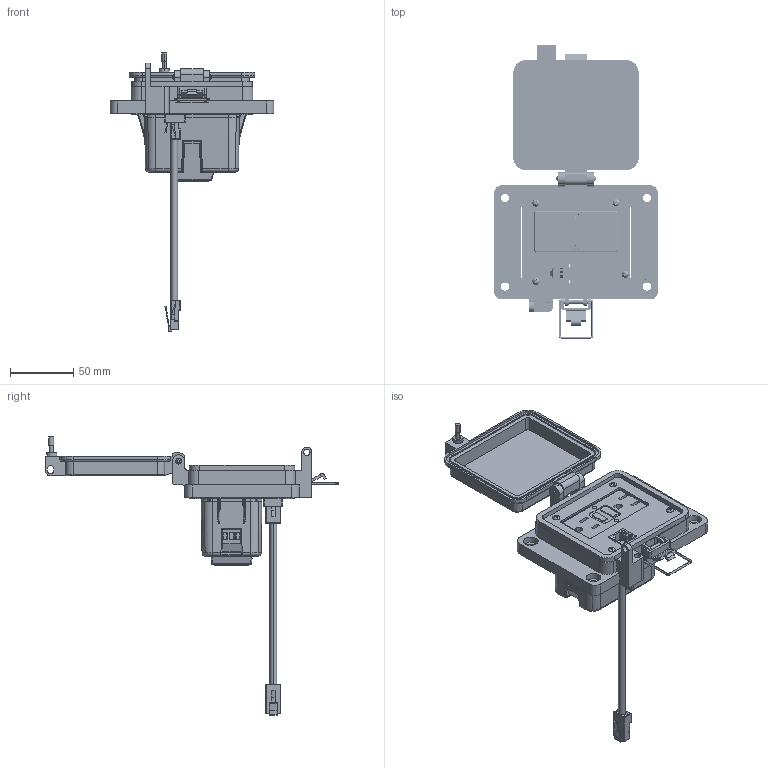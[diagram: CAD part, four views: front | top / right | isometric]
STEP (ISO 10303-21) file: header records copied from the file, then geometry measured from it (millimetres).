
FILE_DESCRIPTION (( 'STEP AP203' ), '1' );
FILE_NAME ('P-R13-K2RF0_3D.STEP', '2025-02-25T16:03:42', ( '' ), ( '' ), 'SwSTEP 2.0', 'SolidWorks 2023', '' );
FILE_SCHEMA (( 'CONFIG_CONTROL_DESIGN' ));
Products named in the file (15): R13; Z-H-K2_B; -K2; P-R13-K2RF0_BP240_1; RF; P-R13-K2RF0_3D; Z-200-OTLT-GFIH-15A_sheared; P-R13-K2RF0_FP060_1; Z-000-4243316TFP; Z-300-RJ45CAT5; Z-120-RIOF-SHELL; Z-200-OTLT-RIOF-15A; M3PH_10M3; Z-020-3070; P-R13-K2RF0_TP060_1
Assembly tree (20 placements, depth 4):
  P-R13-K2RF0_3D
    P-R13-K2RF0_BP240_1
    P-R13-K2RF0_TP060_1
    M3PH_10M3  x4
    P-R13-K2RF0_FP060_1
    Z-000-4243316TFP  x4
    R13
      Z-300-RJ45CAT5
      Z-020-3070
    RF
      Z-200-OTLT-RIOF-15A
        Z-120-RIOF-SHELL
        Z-200-OTLT-GFIH-15A_sheared
    -K2
      Z-H-K2_B
Bounding box: 129 x 231.18 x 219.34 mm (x, y, z)
Volume: 309613.6 mm3; surface area: 194768.4 mm2
Topology: 44 solids, 50 shells, 6089 faces, 15921 edges, 10086 vertices
Faces by surface type: plane 2570, cylinder 1890, bspline 1332, cone 150, torus 89, sphere 58
Entity records: 233868 total; most frequent: CARTESIAN_POINT 109491, ORIENTED_EDGE 28358, DIRECTION 21012, EDGE_CURVE 14179, VERTEX_POINT 8955, LINE 8384, VECTOR 8384, AXIS2_PLACEMENT_3D 6314
